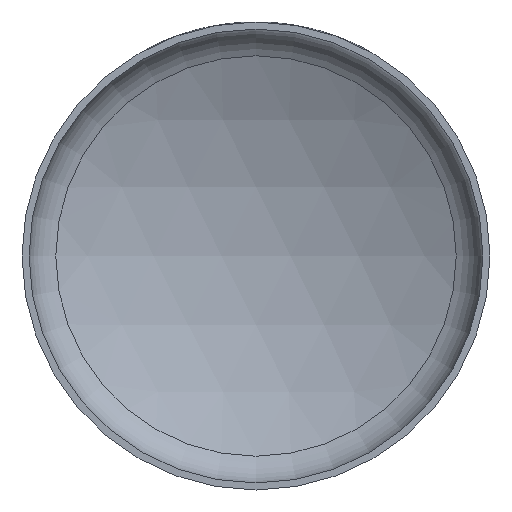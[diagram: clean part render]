
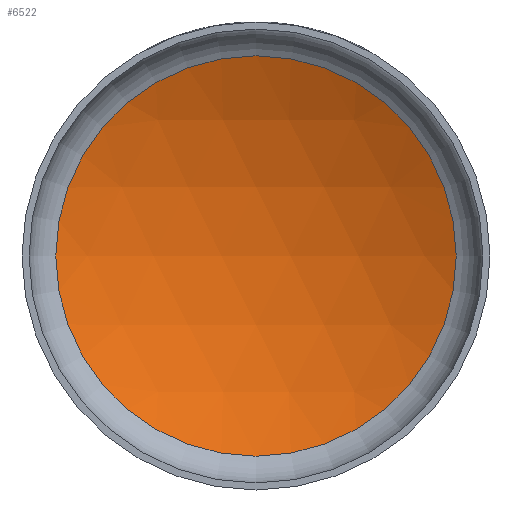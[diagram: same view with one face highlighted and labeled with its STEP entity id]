
A CAD part, front view. The second image highlights one B-rep face of the part: STEP entity #6522.
In plain terms, the highlighted spherical face has radius 133 mm.
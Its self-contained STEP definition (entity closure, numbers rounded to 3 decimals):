
#449 = DIRECTION ( 'NONE',  ( 1., 0., 0. ) ) ;
#879 = DIRECTION ( 'NONE',  ( 0., -1., 0. ) ) ;
#968 = EDGE_LOOP ( 'NONE', ( #6472 ) ) ;
#4568 = DIRECTION ( 'NONE',  ( 0., 0., -1. ) ) ;
#5048 = CARTESIAN_POINT ( 'NONE',  ( 0., 34.022, -56.889 ) ) ;
#5581 = VERTEX_POINT ( 'NONE', #5048 ) ;
#6472 = ORIENTED_EDGE ( 'NONE', *, *, #11055, .T. ) ;
#6522 = ADVANCED_FACE ( 'NONE', ( #13636 ), #15997, .F. ) ;
#8065 = CARTESIAN_POINT ( 'NONE',  ( 0., -86.197, 0. ) ) ;
#10448 = CARTESIAN_POINT ( 'NONE',  ( 0., 34.022, 0. ) ) ;
#11055 = EDGE_CURVE ( 'NONE', #5581, #5581, #12864, .T. ) ;
#12864 = CIRCLE ( 'NONE', #20144, 56.889 ) ;
#12877 = AXIS2_PLACEMENT_3D ( 'NONE', #8065, #13082, #449 ) ;
#13082 = DIRECTION ( 'NONE',  ( 0., 0., 1. ) ) ;
#13636 = FACE_OUTER_BOUND ( 'NONE', #968, .T. ) ;
#15997 = SPHERICAL_SURFACE ( 'NONE', #12877, 133. ) ;
#20144 = AXIS2_PLACEMENT_3D ( 'NONE', #10448, #879, #4568 ) ;
